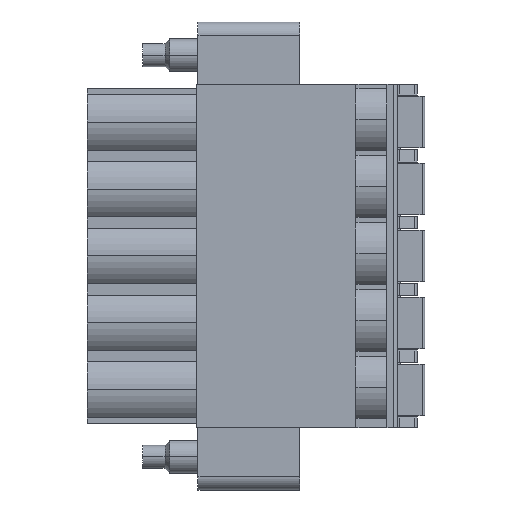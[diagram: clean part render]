
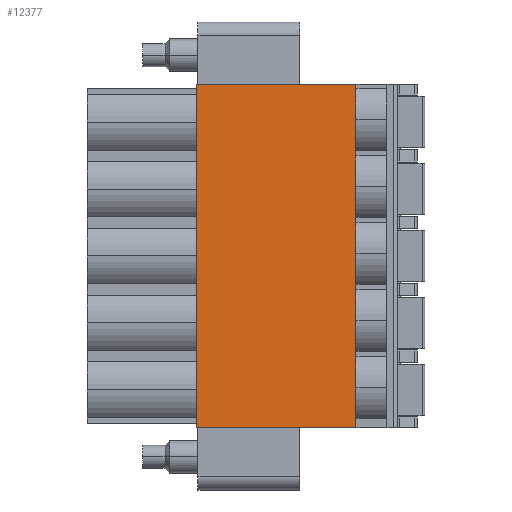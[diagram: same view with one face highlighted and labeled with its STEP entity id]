
A CAD part, front view. The second image highlights one B-rep face of the part: STEP entity #12377.
In plain terms, the highlighted planar face has unit normal (0, -1, 0).
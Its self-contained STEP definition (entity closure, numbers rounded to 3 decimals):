
#929=CARTESIAN_POINT('',(29.171,9.914,-2.55));
#930=VERTEX_POINT('',#929);
#1089=CARTESIAN_POINT('',(29.171,9.914,0.1));
#1090=VERTEX_POINT('',#1089);
#1097=CARTESIAN_POINT('',(29.171,9.914,0.1));
#1098=DIRECTION('',(0.,-0.,-1.));
#1099=VECTOR('',#1098,2.65);
#1100=LINE('',#1097,#1099);
#1101=EDGE_CURVE('',#1090,#930,#1100,.T.);
#1185=CARTESIAN_POINT('',(17.091,9.914,0.1));
#1186=VERTEX_POINT('',#1185);
#1187=CARTESIAN_POINT('',(17.091,9.914,0.1));
#1188=DIRECTION('',(1.,0.,0.));
#1189=VECTOR('',#1188,12.08);
#1190=LINE('',#1187,#1189);
#1191=EDGE_CURVE('',#1186,#1090,#1190,.T.);
#5396=CARTESIAN_POINT('',(29.171,9.914,-7.63));
#5397=VERTEX_POINT('',#5396);
#5412=CARTESIAN_POINT('',(29.171,9.914,-2.55));
#5413=DIRECTION('',(0.,0.,-1.));
#5414=VECTOR('',#5413,5.08);
#5415=LINE('',#5412,#5414);
#5416=EDGE_CURVE('',#930,#5397,#5415,.T.);
#8480=CARTESIAN_POINT('',(29.171,9.914,-12.71));
#8481=VERTEX_POINT('',#8480);
#8497=CARTESIAN_POINT('',(29.171,9.914,-7.63));
#8498=DIRECTION('',(0.,0.,-1.));
#8499=VECTOR('',#8498,5.08);
#8500=LINE('',#8497,#8499);
#8501=EDGE_CURVE('',#5397,#8481,#8500,.T.);
#11474=CARTESIAN_POINT('',(29.171,9.914,-22.87));
#11475=VERTEX_POINT('',#11474);
#11485=CARTESIAN_POINT('',(29.171,9.914,-25.92));
#11486=VERTEX_POINT('',#11485);
#11487=CARTESIAN_POINT('',(29.171,9.914,-22.87));
#11488=DIRECTION('',(-0.,0.,-1.));
#11489=VECTOR('',#11488,3.05);
#11490=LINE('',#11487,#11489);
#11491=EDGE_CURVE('',#11475,#11486,#11490,.T.);
#12337=CARTESIAN_POINT('',(17.101,9.914,-4.98));
#12338=DIRECTION('',(0.,-1.,0.));
#12339=DIRECTION('',(-1.,-0.,0.));
#12340=AXIS2_PLACEMENT_3D('',#12337,#12338,#12339);
#12341=PLANE('',#12340);
#12342=CARTESIAN_POINT('',(17.091,9.914,-25.92));
#12343=VERTEX_POINT('',#12342);
#12344=CARTESIAN_POINT('',(17.091,9.914,0.1));
#12345=DIRECTION('',(0.,0.,-1.));
#12346=VECTOR('',#12345,26.02);
#12347=LINE('',#12344,#12346);
#12348=EDGE_CURVE('',#1186,#12343,#12347,.T.);
#12349=ORIENTED_EDGE('',*,*,#12348,.T.);
#12350=CARTESIAN_POINT('',(29.171,9.914,-25.92));
#12351=DIRECTION('',(-1.,-0.,0.));
#12352=VECTOR('',#12351,12.08);
#12353=LINE('',#12350,#12352);
#12354=EDGE_CURVE('',#11486,#12343,#12353,.T.);
#12355=ORIENTED_EDGE('',*,*,#12354,.F.);
#12356=ORIENTED_EDGE('',*,*,#11491,.F.);
#12357=CARTESIAN_POINT('',(29.171,9.914,-17.79));
#12358=VERTEX_POINT('',#12357);
#12359=CARTESIAN_POINT('',(29.171,9.914,-17.79));
#12360=DIRECTION('',(0.,0.,-1.));
#12361=VECTOR('',#12360,5.08);
#12362=LINE('',#12359,#12361);
#12363=EDGE_CURVE('',#12358,#11475,#12362,.T.);
#12364=ORIENTED_EDGE('',*,*,#12363,.F.);
#12365=CARTESIAN_POINT('',(29.171,9.914,-12.71));
#12366=DIRECTION('',(0.,0.,-1.));
#12367=VECTOR('',#12366,5.08);
#12368=LINE('',#12365,#12367);
#12369=EDGE_CURVE('',#8481,#12358,#12368,.T.);
#12370=ORIENTED_EDGE('',*,*,#12369,.F.);
#12371=ORIENTED_EDGE('',*,*,#8501,.F.);
#12372=ORIENTED_EDGE('',*,*,#5416,.F.);
#12373=ORIENTED_EDGE('',*,*,#1101,.F.);
#12374=ORIENTED_EDGE('',*,*,#1191,.F.);
#12375=EDGE_LOOP('',(#12349,#12355,#12356,#12364,#12370,#12371,#12372,#12373,#12374));
#12376=FACE_BOUND('',#12375,.T.);
#12377=ADVANCED_FACE('',(#12376),#12341,.T.);
